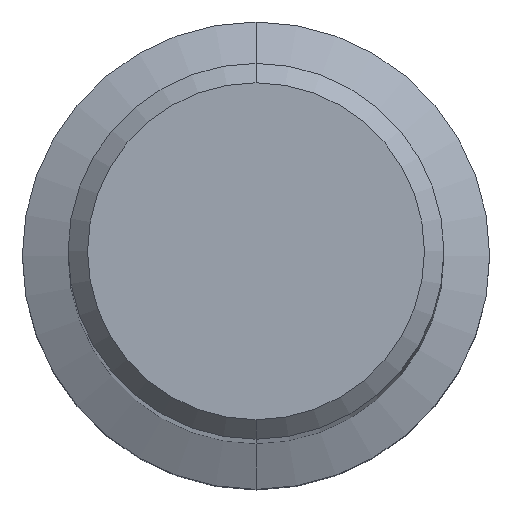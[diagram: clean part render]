
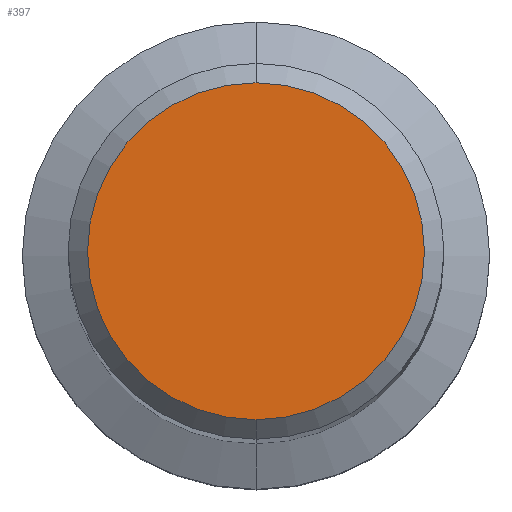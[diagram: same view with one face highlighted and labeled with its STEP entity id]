
A CAD part, top view. The second image highlights one B-rep face of the part: STEP entity #397.
In plain terms, the highlighted planar face has unit normal (0, 0, 1).
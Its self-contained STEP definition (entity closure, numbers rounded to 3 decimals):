
#303=EDGE_CURVE('',#381,#387,#670,.T.);
#381=VERTEX_POINT('',#760);
#387=VERTEX_POINT('',#767);
#397=ADVANCED_FACE('',(#778),#779,.T.);
#499=EDGE_CURVE('',#387,#381,#889,.T.);
#670=CIRCLE('',#1200,8.65);
#760=CARTESIAN_POINT('',(0.0,8.65,0.0));
#767=CARTESIAN_POINT('',(0.,-8.65,0.0));
#778=FACE_OUTER_BOUND('',#1366,.T.);
#779=PLANE('',#1367);
#889=CIRCLE('',#1627,8.65);
#1200=AXIS2_PLACEMENT_3D('',#1854,#1855,#1856);
#1366=EDGE_LOOP('',(#1988,#1989));
#1367=AXIS2_PLACEMENT_3D('',#1990,#1991,#1992);
#1627=AXIS2_PLACEMENT_3D('',#2102,#2103,#2104);
#1854=CARTESIAN_POINT('',(0.0,0.0,0.0));
#1855=DIRECTION('',(0.0,0.0,-1.0));
#1856=DIRECTION('',(0.0,1.0,0.0));
#1988=ORIENTED_EDGE('',*,*,#303,.F.);
#1989=ORIENTED_EDGE('',*,*,#499,.F.);
#1990=CARTESIAN_POINT('',(0.0,4.325,0.0));
#1991=DIRECTION('',(-0.0,0.0,1.0));
#1992=DIRECTION('',(0.0,-1.0,0.0));
#2102=CARTESIAN_POINT('',(0.0,0.0,0.0));
#2103=DIRECTION('',(0.0,0.0,-1.0));
#2104=DIRECTION('',(0.0,1.0,0.0));
